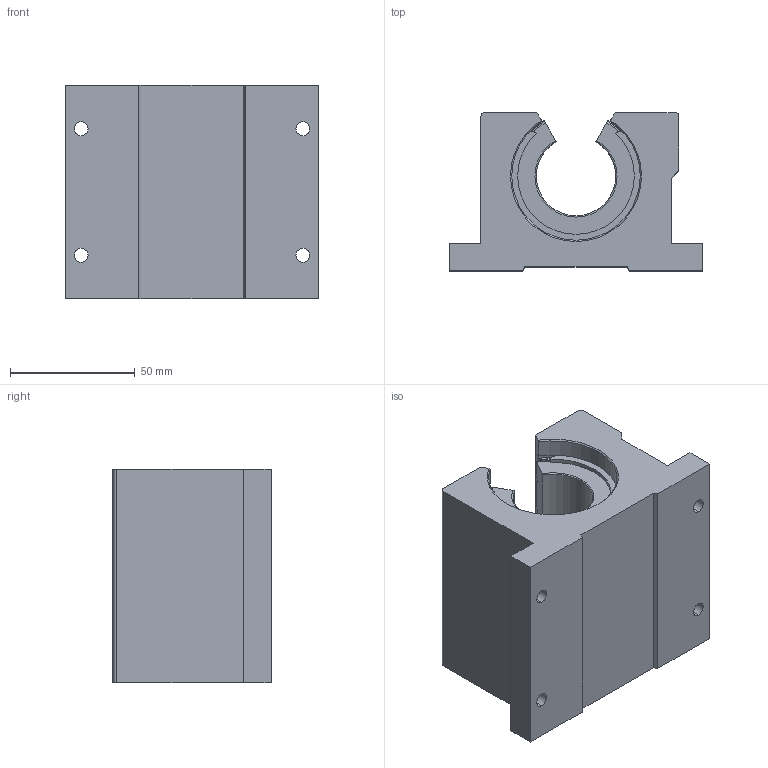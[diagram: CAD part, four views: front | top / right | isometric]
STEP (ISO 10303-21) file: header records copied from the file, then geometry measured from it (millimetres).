
FILE_DESCRIPTION (( 'STEP AP214' ), '1' );
FILE_NAME ('PillowBlock_E4B5A98238.step', '2022-12-01T17:33:45', ( '' ), ( '' ), 'SwSTEP 2.0', 'SolidWorks 2019', '' );
FILE_SCHEMA (( 'AUTOMOTIVE_DESIGN' ));
Length unit declared in the file: inch
Products named in the file (3): PillowBlock_E4B5A98238; mQMktdKlmf_CADModel_0
Assembly tree (1 placements, depth 2):
  PillowBlock_E4B5A98238
    mQMktdKlmf_CADModel_0
  mQMktdKlmf_CADModel_0
Bounding box: 101.6 x 63.5 x 85.72 mm (x, y, z)
Volume: 325510.4 mm3; surface area: 81288.6 mm2
Topology: 8 solids, 8 shells, 206 faces, 552 edges, 356 vertices
Faces by surface type: cylinder 94, plane 53, cone 45, torus 10, bspline 4
Entity records: 9909 total; most frequent: CARTESIAN_POINT 1842, DIRECTION 1126, ORIENTED_EDGE 1104, EDGE_CURVE 552, AXIS2_PLACEMENT_3D 442, VERTEX_POINT 356, VECTOR 242, LINE 242
